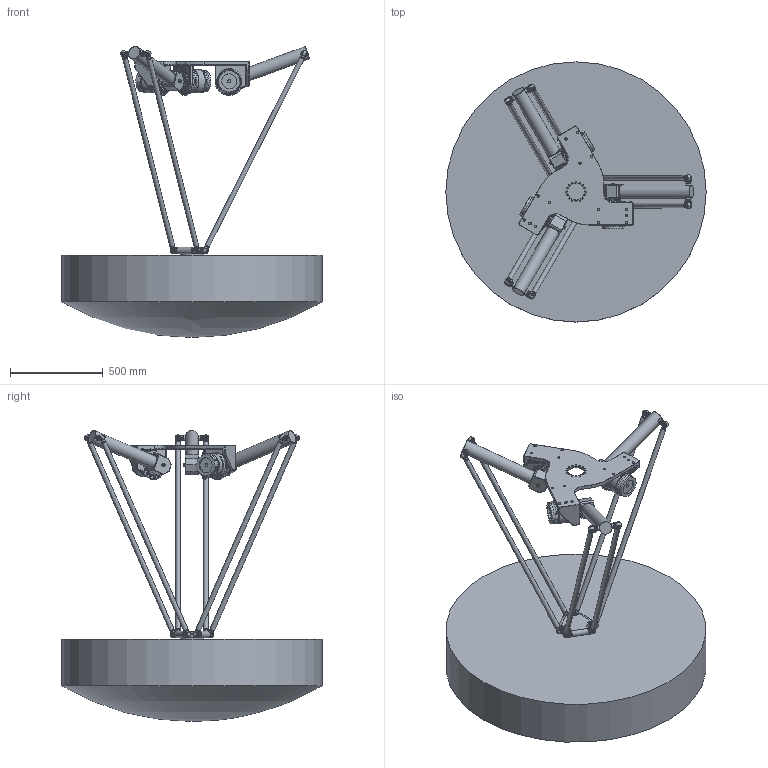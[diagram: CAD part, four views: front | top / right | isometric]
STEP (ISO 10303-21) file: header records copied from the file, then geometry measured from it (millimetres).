
FILE_DESCRIPTION(/* description */ (''),/* implementation_level */ '2;1');
FILE_NAME(/* name */ '3D-model_A_00860.stp',/* time_stamp */ '2023-08-02T15:06:31+02:00',/* author */ ('paul.kammergruber'),/* organization */ ('Majatronic'),/* preprocessor_version */ 'ST-DEVELOPER v16.5',/* originating_system */ 'Autodesk Inventor 2017',/* authorisation */ '');
FILE_SCHEMA (('AUTOMOTIVE_DESIGN { 1 0 10303 214 3 1 1 }'));
Products named in the file (7): A_00860_DUMMY; MT_WST00114746 n/a; MT_BGR00106076 Werkzeugträger; MT_WST00114747 n/a; MT_WST00109047 Achse Dummy; MT_WST00114748 n/a; MT_WST00106817
Assembly tree (18 placements, depth 2):
  A_00860_DUMMY
    MT_WST00114746 n/a
    MT_BGR00106076 Werkzeugträger
    MT_WST00114747 n/a  x3
    MT_WST00109047 Achse Dummy  x6
    MT_WST00114748 n/a  x6
    MT_WST00106817
Bounding box: 1400 x 1400 x 1565.07 mm (x, y, z)
Volume: 546635384.3 mm3; surface area: 6181739 mm2
Topology: 29 solids, 33 shells, 3049 faces, 7624 edges, 4926 vertices
Faces by surface type: plane 1607, cylinder 688, torus 342, cone 228, bspline 171, sphere 13
Full cylindrical faces by diameter (mm): 5 x6, 5.5 x16, 6 x24, 6.647 x6, 8 x49, 8.1 x3, 10 x1, 11 x24, 12 x12, 16 x36, 16.9 x3, 17.9 x3, 25.4 x6, 28 x6, 35 x3, 40 x3, 63 x1, 70 x3, 80 x6, 81 x3, 84 x3, 90 x1, 105 x3, 110 x3, 114 x3, 120 x1, 125 x10, 135 x3, 1400 x1
Entity records: 71920 total; most frequent: CARTESIAN_POINT 21701, ORIENTED_EDGE 10018, DIRECTION 9734, EDGE_CURVE 5009, AXIS2_PLACEMENT_3D 3725, VERTEX_POINT 3444, EDGE_LOOP 2833, LINE 2284
